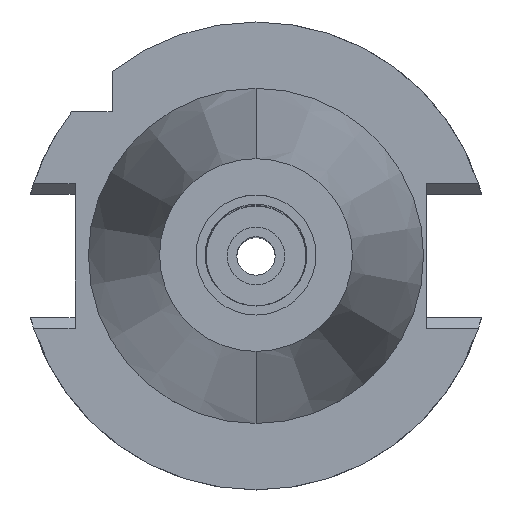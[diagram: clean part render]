
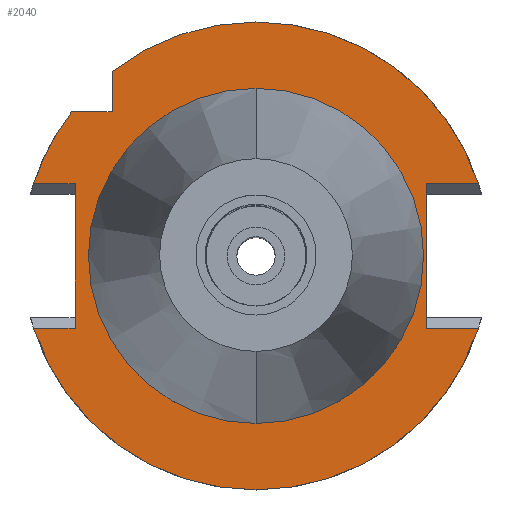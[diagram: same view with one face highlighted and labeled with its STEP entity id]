
A CAD part, top view. The second image highlights one B-rep face of the part: STEP entity #2040.
In plain terms, the highlighted planar face has unit normal (0, 0, 1).
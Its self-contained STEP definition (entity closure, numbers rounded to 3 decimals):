
#108=DIRECTION('',(-1.,0.,0.));
#109=VECTOR('',#108,8.669);
#110=CARTESIAN_POINT('',(-37.7,15.05,-1.5));
#111=LINE('',#110,#109);
#115=CARTESIAN_POINT('',(0.,0.,-1.5));
#116=DIRECTION('',(0.,0.,-1.));
#117=DIRECTION('',(-0.951,0.309,0.));
#118=AXIS2_PLACEMENT_3D('',#115,#116,#117);
#123=DIRECTION('',(0.,1.,0.));
#124=VECTOR('',#123,8.426);
#125=CARTESIAN_POINT('',(-30.,30.,-1.5));
#126=LINE('',#125,#124);
#130=CARTESIAN_POINT('',(0.,0.,-1.5));
#131=DIRECTION('',(0.,0.,-1.));
#132=DIRECTION('',(-0.615,0.788,0.));
#133=AXIS2_PLACEMENT_3D('',#130,#131,#132);
#138=CARTESIAN_POINT('',(0.,0.,-1.5));
#139=DIRECTION('',(0.,0.,-1.));
#140=DIRECTION('',(0.,1.,0.));
#141=AXIS2_PLACEMENT_3D('',#138,#139,#140);
#146=DIRECTION('',(0.,-1.,0.));
#147=VECTOR('',#146,30.1);
#148=CARTESIAN_POINT('',(35.5,15.05,-1.5));
#149=LINE('',#148,#147);
#153=DIRECTION('',(1.,0.,0.));
#154=VECTOR('',#153,10.869);
#155=CARTESIAN_POINT('',(35.5,-15.05,-1.5));
#156=LINE('',#155,#154);
#160=CARTESIAN_POINT('',(0.,0.,-1.5));
#161=DIRECTION('',(0.,0.,-1.));
#162=DIRECTION('',(0.951,-0.309,0.));
#163=AXIS2_PLACEMENT_3D('',#160,#161,#162);
#168=CARTESIAN_POINT('',(0.,0.,-1.5));
#169=DIRECTION('',(0.,0.,-1.));
#170=DIRECTION('',(0.,-1.,0.));
#171=AXIS2_PLACEMENT_3D('',#168,#169,#170);
#176=CARTESIAN_POINT('',(0.,0.,-1.5));
#177=DIRECTION('',(0.,0.,1.));
#178=DIRECTION('',(0.,-1.,0.));
#179=AXIS2_PLACEMENT_3D('',#176,#177,#178);
#184=CARTESIAN_POINT('',(0.,0.,-1.5));
#185=DIRECTION('',(0.,0.,1.));
#186=DIRECTION('',(0.,1.,0.));
#187=AXIS2_PLACEMENT_3D('',#184,#185,#186);
#199=DIRECTION('',(0.,-1.,0.));
#200=VECTOR('',#199,30.1);
#201=CARTESIAN_POINT('',(-37.7,15.05,-1.5));
#202=LINE('',#201,#200);
#326=DIRECTION('',(-1.,0.,0.));
#327=VECTOR('',#326,8.669);
#328=CARTESIAN_POINT('',(-37.7,-15.05,-1.5));
#329=LINE('',#328,#327);
#582=DIRECTION('',(1.,0.,0.));
#583=VECTOR('',#582,10.869);
#584=CARTESIAN_POINT('',(35.5,15.05,-1.5));
#585=LINE('',#584,#583);
#831=DIRECTION('',(-1.,0.,0.));
#832=VECTOR('',#831,8.426);
#833=CARTESIAN_POINT('',(-30.,30.,-1.5));
#834=LINE('',#833,#832);
#1637=CARTESIAN_POINT('',(0.,34.925,-1.5));
#1638=VERTEX_POINT('',#1637);
#1639=CARTESIAN_POINT('',(0.,-34.925,-1.5));
#1640=VERTEX_POINT('',#1639);
#1641=CARTESIAN_POINT('',(-37.7,15.05,-1.5));
#1642=CARTESIAN_POINT('',(-37.7,-15.05,-1.5));
#1643=VERTEX_POINT('',#1641);
#1644=VERTEX_POINT('',#1642);
#1645=CARTESIAN_POINT('',(-46.369,15.05,-1.5));
#1646=VERTEX_POINT('',#1645);
#1647=CARTESIAN_POINT('',(-38.426,30.,-1.5));
#1648=VERTEX_POINT('',#1647);
#1649=CARTESIAN_POINT('',(-30.,30.,-1.5));
#1650=VERTEX_POINT('',#1649);
#1651=CARTESIAN_POINT('',(-30.,38.426,-1.5));
#1652=VERTEX_POINT('',#1651);
#1653=CARTESIAN_POINT('',(0.,48.75,-1.5));
#1654=CARTESIAN_POINT('',(46.369,15.05,-1.5));
#1655=VERTEX_POINT('',#1653);
#1656=VERTEX_POINT('',#1654);
#1657=CARTESIAN_POINT('',(35.5,15.05,-1.5));
#1658=VERTEX_POINT('',#1657);
#1659=CARTESIAN_POINT('',(35.5,-15.05,-1.5));
#1660=VERTEX_POINT('',#1659);
#1661=CARTESIAN_POINT('',(46.369,-15.05,-1.5));
#1662=VERTEX_POINT('',#1661);
#1663=CARTESIAN_POINT('',(0.,-48.75,-1.5));
#1664=CARTESIAN_POINT('',(-46.369,-15.05,-1.5));
#1665=VERTEX_POINT('',#1663);
#1666=VERTEX_POINT('',#1664);
#2003=CARTESIAN_POINT('',(0.,0.,-1.5));
#2004=DIRECTION('',(0.,0.,1.));
#2005=DIRECTION('',(0.,1.,0.));
#2006=AXIS2_PLACEMENT_3D('',#2003,#2004,#2005);
#2007=PLANE('',#2006);
#2009=ORIENTED_EDGE('',*,*,#2008,.F.);
#2011=ORIENTED_EDGE('',*,*,#2010,.T.);
#2013=ORIENTED_EDGE('',*,*,#2012,.T.);
#2015=ORIENTED_EDGE('',*,*,#2014,.F.);
#2017=ORIENTED_EDGE('',*,*,#2016,.T.);
#2019=ORIENTED_EDGE('',*,*,#2018,.T.);
#2021=ORIENTED_EDGE('',*,*,#2020,.T.);
#2023=ORIENTED_EDGE('',*,*,#2022,.F.);
#2025=ORIENTED_EDGE('',*,*,#2024,.T.);
#2027=ORIENTED_EDGE('',*,*,#2026,.T.);
#2029=ORIENTED_EDGE('',*,*,#2028,.T.);
#2031=ORIENTED_EDGE('',*,*,#2030,.T.);
#2033=ORIENTED_EDGE('',*,*,#2032,.F.);
#2034=EDGE_LOOP('',(#2009,#2011,#2013,#2015,#2017,#2019,#2021,#2023,#2025,#2027,
#2029,#2031,#2033));
#2035=FACE_OUTER_BOUND('',#2034,.F.);
#2036=ORIENTED_EDGE('',*,*,#1982,.T.);
#2037=ORIENTED_EDGE('',*,*,#1998,.T.);
#2038=EDGE_LOOP('',(#2036,#2037));
#2039=FACE_BOUND('',#2038,.F.);
#119=CIRCLE('',#118,48.75);
#134=CIRCLE('',#133,48.75);
#142=CIRCLE('',#141,48.75);
#164=CIRCLE('',#163,48.75);
#172=CIRCLE('',#171,48.75);
#180=CIRCLE('',#179,34.925);
#188=CIRCLE('',#187,34.925);
#1982=EDGE_CURVE('',#1640,#1638,#180,.T.);
#1998=EDGE_CURVE('',#1638,#1640,#188,.T.);
#2008=EDGE_CURVE('',#1643,#1644,#202,.T.);
#2010=EDGE_CURVE('',#1643,#1646,#111,.T.);
#2012=EDGE_CURVE('',#1646,#1648,#119,.T.);
#2014=EDGE_CURVE('',#1650,#1648,#834,.T.);
#2016=EDGE_CURVE('',#1650,#1652,#126,.T.);
#2018=EDGE_CURVE('',#1652,#1655,#134,.T.);
#2020=EDGE_CURVE('',#1655,#1656,#142,.T.);
#2022=EDGE_CURVE('',#1658,#1656,#585,.T.);
#2024=EDGE_CURVE('',#1658,#1660,#149,.T.);
#2026=EDGE_CURVE('',#1660,#1662,#156,.T.);
#2028=EDGE_CURVE('',#1662,#1665,#164,.T.);
#2030=EDGE_CURVE('',#1665,#1666,#172,.T.);
#2032=EDGE_CURVE('',#1644,#1666,#329,.T.);
#2040=ADVANCED_FACE('',(#2035,#2039),#2007,.T.);
